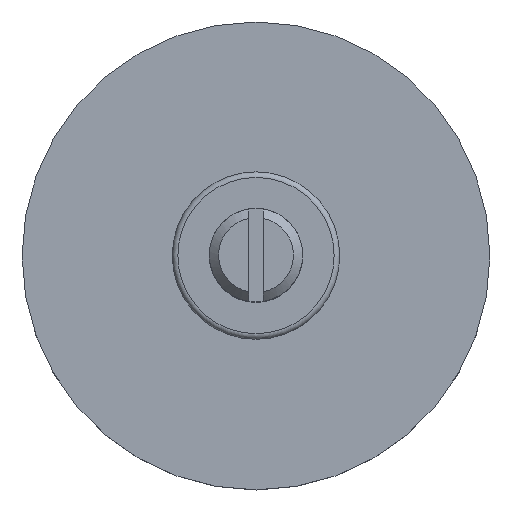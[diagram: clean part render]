
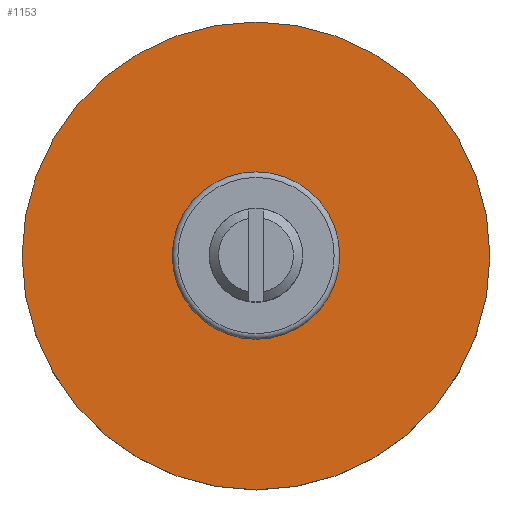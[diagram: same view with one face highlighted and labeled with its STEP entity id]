
A CAD part, top view. The second image highlights one B-rep face of the part: STEP entity #1153.
In plain terms, the highlighted planar face has unit normal (0, 0, 1).
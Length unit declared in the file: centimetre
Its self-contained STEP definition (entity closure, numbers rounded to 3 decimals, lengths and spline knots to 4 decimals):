
#309=FACE_OUTER_BOUND('',#391,.T.);
#391=EDGE_LOOP('',(#994));
#472=CIRCLE('',#1301,25.);
#552=VERTEX_POINT('',#1993);
#701=EDGE_CURVE('',#552,#552,#472,.T.);
#994=ORIENTED_EDGE('',*,*,#701,.T.);
#1080=PLANE('',#1303);
#1153=ADVANCED_FACE('',(#309),#1080,.T.);
#1301=AXIS2_PLACEMENT_3D('',#1994,#1637,#1638);
#1303=AXIS2_PLACEMENT_3D('',#1998,#1642,#1643);
#1637=DIRECTION('center_axis',(0.,0.,1.));
#1638=DIRECTION('ref_axis',(-1.,0.,0.));
#1642=DIRECTION('center_axis',(0.,0.,1.));
#1643=DIRECTION('ref_axis',(1.,0.,0.));
#1993=CARTESIAN_POINT('',(679.652,-25.4677,-22.));
#1994=CARTESIAN_POINT('Origin',(654.652,-25.4677,-22.));
#1998=CARTESIAN_POINT('Origin',(654.652,-25.4677,-22.));
